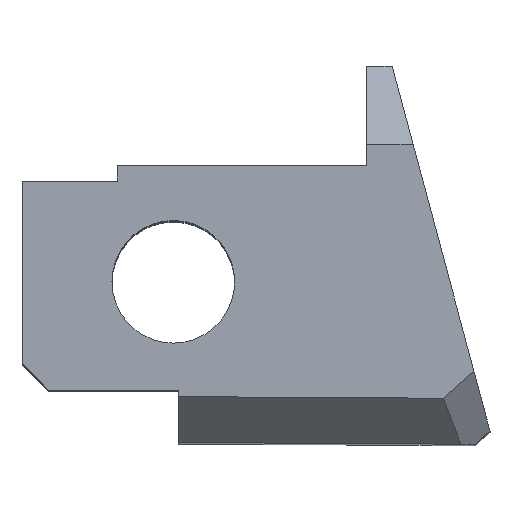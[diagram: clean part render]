
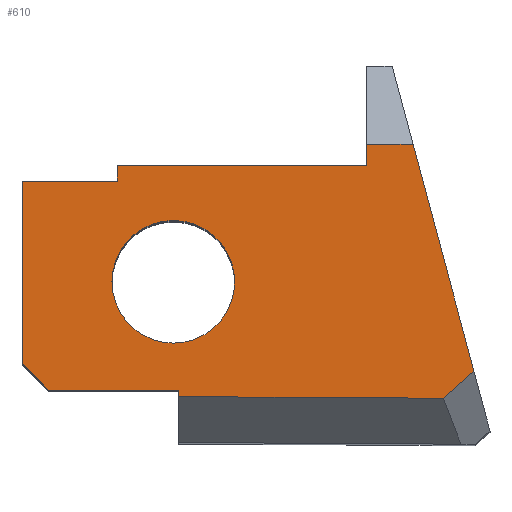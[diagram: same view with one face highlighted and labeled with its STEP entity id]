
A CAD part, top view. The second image highlights one B-rep face of the part: STEP entity #610.
In plain terms, the highlighted planar face has unit normal (0, 0, 1).
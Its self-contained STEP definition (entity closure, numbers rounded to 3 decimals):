
#3 = VECTOR ( 'NONE', #999, 1000. ) ;
#30 = LINE ( 'NONE', #1365, #475 ) ;
#59 = LINE ( 'NONE', #1059, #1245 ) ;
#66 = CARTESIAN_POINT ( 'NONE',  ( 138.793, 116.805, 102.189 ) ) ;
#76 = ORIENTED_EDGE ( 'NONE', *, *, #1099, .T. ) ;
#88 = EDGE_CURVE ( 'NONE', #1222, #1299, #2114, .T. ) ;
#98 = CARTESIAN_POINT ( 'NONE',  ( 147.299, 110.737, 102.189 ) ) ;
#101 = LINE ( 'NONE', #1443, #650 ) ;
#148 = CARTESIAN_POINT ( 'NONE',  ( 136.307, 111.644, 102.189 ) ) ;
#191 = VECTOR ( 'NONE', #2019, 1000. ) ;
#252 = EDGE_LOOP ( 'NONE', ( #1209, #1383, #1050, #341, #1132, #1779, #76, #1197, #1635, #2109, #1795, #1663 ) ) ;
#275 = VERTEX_POINT ( 'NONE', #148 ) ;
#277 = LINE ( 'NONE', #943, #2026 ) ;
#333 = CARTESIAN_POINT ( 'NONE',  ( 136.307, 116.4, 102.189 ) ) ;
#341 = ORIENTED_EDGE ( 'NONE', *, *, #88, .F. ) ;
#342 = FACE_OUTER_BOUND ( 'NONE', #252, .T. ) ;
#356 = CARTESIAN_POINT ( 'NONE',  ( 137.407, 110.544, 102.189 ) ) ;
#408 = DIRECTION ( 'NONE',  ( 0., 1., 0. ) ) ;
#416 = DIRECTION ( 'NONE',  ( 0., 1., 0. ) ) ;
#419 = CARTESIAN_POINT ( 'NONE',  ( 140.254, 113.773, 102.189 ) ) ;
#450 = EDGE_CURVE ( 'NONE', #1299, #1618, #59, .T. ) ;
#473 = AXIS2_PLACEMENT_3D ( 'NONE', #1648, #1499, #1967 ) ;
#475 = VECTOR ( 'NONE', #710, 1000. ) ;
#476 = DIRECTION ( 'NONE',  ( 0., 1., 0. ) ) ;
#479 = CARTESIAN_POINT ( 'NONE',  ( 138.793, 116.4, 102.189 ) ) ;
#518 = CARTESIAN_POINT ( 'NONE',  ( 146.88, 115.979, 102.189 ) ) ;
#579 = CARTESIAN_POINT ( 'NONE',  ( 146.633, 110.151, 102.189 ) ) ;
#581 = CARTESIAN_POINT ( 'NONE',  ( 145.293, 116.805, 102.189 ) ) ;
#610 = ADVANCED_FACE ( 'NONE', ( #1656, #342 ), #672, .F. ) ;
#631 = CARTESIAN_POINT ( 'NONE',  ( 140.397, 110.949, 102.189 ) ) ;
#636 = CARTESIAN_POINT ( 'NONE',  ( 146.511, 117.357, 102.189 ) ) ;
#650 = VECTOR ( 'NONE', #2096, 1000. ) ;
#654 = VERTEX_POINT ( 'NONE', #1824 ) ;
#668 = EDGE_CURVE ( 'NONE', #851, #1338, #1210, .T. ) ;
#672 = PLANE ( 'NONE',  #1457 ) ;
#696 = CARTESIAN_POINT ( 'NONE',  ( 141.854, 113.773, 102.189 ) ) ;
#710 = DIRECTION ( 'NONE',  ( -1., 0., 0. ) ) ;
#737 = VECTOR ( 'NONE', #1645, 1000. ) ;
#756 = VECTOR ( 'NONE', #1235, 1000. ) ;
#778 = DIRECTION ( 'NONE',  ( 0., 0., -1. ) ) ;
#812 = EDGE_CURVE ( 'NONE', #1358, #654, #1404, .T. ) ;
#825 = LINE ( 'NONE', #1777, #737 ) ;
#851 = VERTEX_POINT ( 'NONE', #636 ) ;
#934 = CARTESIAN_POINT ( 'NONE',  ( 141.409, 110.949, 102.189 ) ) ;
#943 = CARTESIAN_POINT ( 'NONE',  ( 136.307, 112.705, 102.189 ) ) ;
#959 = EDGE_CURVE ( 'NONE', #275, #1919, #1547, .T. ) ;
#980 = EDGE_CURVE ( 'NONE', #851, #654, #30, .T. ) ;
#999 = DIRECTION ( 'NONE',  ( 0.259, -0.966, 0. ) ) ;
#1022 = CARTESIAN_POINT ( 'NONE',  ( 142.42, 114.175, 102.189 ) ) ;
#1041 = LINE ( 'NONE', #1538, #756 ) ;
#1050 = ORIENTED_EDGE ( 'NONE', *, *, #450, .F. ) ;
#1059 = CARTESIAN_POINT ( 'NONE',  ( 138.793, 117.787, 102.189 ) ) ;
#1074 = DIRECTION ( 'NONE',  ( 0.75, 0.661, 0. ) ) ;
#1093 = CARTESIAN_POINT ( 'NONE',  ( 140.606, 116.4, 102.189 ) ) ;
#1099 = EDGE_CURVE ( 'NONE', #1919, #1227, #1898, .T. ) ;
#1105 = DIRECTION ( 'NONE',  ( 1., 0., 0. ) ) ;
#1132 = ORIENTED_EDGE ( 'NONE', *, *, #1636, .F. ) ;
#1173 = AXIS2_PLACEMENT_3D ( 'NONE', #419, #778, #1757 ) ;
#1190 = EDGE_CURVE ( 'NONE', #1490, #1718, #2107, .T. ) ;
#1194 = EDGE_CURVE ( 'NONE', #1520, #2055, #101, .T. ) ;
#1197 = ORIENTED_EDGE ( 'NONE', *, *, #1660, .T. ) ;
#1209 = ORIENTED_EDGE ( 'NONE', *, *, #812, .F. ) ;
#1210 = LINE ( 'NONE', #518, #3 ) ;
#1222 = VERTEX_POINT ( 'NONE', #333 ) ;
#1227 = VERTEX_POINT ( 'NONE', #631 ) ;
#1235 = DIRECTION ( 'NONE',  ( 1., 0., 0. ) ) ;
#1245 = VECTOR ( 'NONE', #408, 1000. ) ;
#1293 = EDGE_CURVE ( 'NONE', #1718, #1490, #1856, .T. ) ;
#1299 = VERTEX_POINT ( 'NONE', #479 ) ;
#1338 = VERTEX_POINT ( 'NONE', #2147 ) ;
#1358 = VERTEX_POINT ( 'NONE', #1385 ) ;
#1365 = CARTESIAN_POINT ( 'NONE',  ( 141.88, 117.357, 102.189 ) ) ;
#1383 = ORIENTED_EDGE ( 'NONE', *, *, #1989, .F. ) ;
#1385 = CARTESIAN_POINT ( 'NONE',  ( 145.293, 116.805, 102.189 ) ) ;
#1402 = CARTESIAN_POINT ( 'NONE',  ( 140.396, 110.778, 102.189 ) ) ;
#1404 = LINE ( 'NONE', #581, #1531 ) ;
#1408 = ORIENTED_EDGE ( 'NONE', *, *, #1293, .T. ) ;
#1443 = CARTESIAN_POINT ( 'NONE',  ( 148.532, 110.73, 102.189 ) ) ;
#1457 = AXIS2_PLACEMENT_3D ( 'NONE', #1022, #1497, #1842 ) ;
#1490 = VERTEX_POINT ( 'NONE', #696 ) ;
#1497 = DIRECTION ( 'NONE',  ( 0., 0., -1. ) ) ;
#1499 = DIRECTION ( 'NONE',  ( 0., 0., -1. ) ) ;
#1520 = VERTEX_POINT ( 'NONE', #98 ) ;
#1531 = VECTOR ( 'NONE', #416, 1000. ) ;
#1538 = CARTESIAN_POINT ( 'NONE',  ( 140.606, 116.805, 102.189 ) ) ;
#1547 = LINE ( 'NONE', #356, #191 ) ;
#1560 = VECTOR ( 'NONE', #1735, 1000. ) ;
#1616 = ORIENTED_EDGE ( 'NONE', *, *, #1190, .T. ) ;
#1618 = VERTEX_POINT ( 'NONE', #66 ) ;
#1622 = CARTESIAN_POINT ( 'NONE',  ( 138.654, 113.773, 102.189 ) ) ;
#1635 = ORIENTED_EDGE ( 'NONE', *, *, #1194, .F. ) ;
#1636 = EDGE_CURVE ( 'NONE', #275, #1222, #277, .T. ) ;
#1645 = DIRECTION ( 'NONE',  ( -0.006, -1., 0. ) ) ;
#1648 = CARTESIAN_POINT ( 'NONE',  ( 140.254, 113.773, 102.189 ) ) ;
#1653 = VECTOR ( 'NONE', #1105, 1000. ) ;
#1656 = FACE_BOUND ( 'NONE', #2066, .T. ) ;
#1660 = EDGE_CURVE ( 'NONE', #1227, #2055, #825, .T. ) ;
#1663 = ORIENTED_EDGE ( 'NONE', *, *, #980, .T. ) ;
#1718 = VERTEX_POINT ( 'NONE', #1622 ) ;
#1735 = DIRECTION ( 'NONE',  ( 1., 0., 0. ) ) ;
#1757 = DIRECTION ( 'NONE',  ( 1., 0., 0. ) ) ;
#1777 = CARTESIAN_POINT ( 'NONE',  ( 140.413, 113.53, 102.189 ) ) ;
#1779 = ORIENTED_EDGE ( 'NONE', *, *, #959, .T. ) ;
#1795 = ORIENTED_EDGE ( 'NONE', *, *, #668, .F. ) ;
#1824 = CARTESIAN_POINT ( 'NONE',  ( 145.293, 117.357, 102.189 ) ) ;
#1842 = DIRECTION ( 'NONE',  ( 0., -1., 0. ) ) ;
#1856 = CIRCLE ( 'NONE', #473, 1.6 ) ;
#1898 = LINE ( 'NONE', #934, #1560 ) ;
#1919 = VERTEX_POINT ( 'NONE', #1961 ) ;
#1961 = CARTESIAN_POINT ( 'NONE',  ( 137.002, 110.949, 102.189 ) ) ;
#1967 = DIRECTION ( 'NONE',  ( 1., 0., 0. ) ) ;
#1989 = EDGE_CURVE ( 'NONE', #1618, #1358, #1041, .T. ) ;
#2019 = DIRECTION ( 'NONE',  ( 0.707, -0.707, 0. ) ) ;
#2026 = VECTOR ( 'NONE', #476, 1000. ) ;
#2055 = VERTEX_POINT ( 'NONE', #1402 ) ;
#2066 = EDGE_LOOP ( 'NONE', ( #1616, #1408 ) ) ;
#2068 = LINE ( 'NONE', #579, #2119 ) ;
#2089 = EDGE_CURVE ( 'NONE', #1520, #1338, #2068, .T. ) ;
#2096 = DIRECTION ( 'NONE',  ( -1., 0.006, 0. ) ) ;
#2107 = CIRCLE ( 'NONE', #1173, 1.6 ) ;
#2109 = ORIENTED_EDGE ( 'NONE', *, *, #2089, .T. ) ;
#2114 = LINE ( 'NONE', #1093, #1653 ) ;
#2119 = VECTOR ( 'NONE', #1074, 1000. ) ;
#2147 = CARTESIAN_POINT ( 'NONE',  ( 148.096, 111.44, 102.189 ) ) ;
